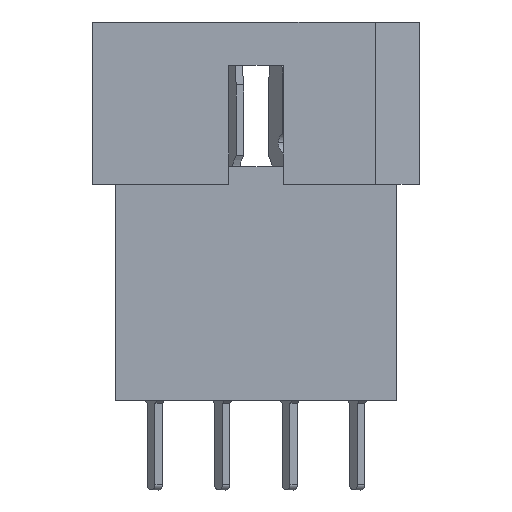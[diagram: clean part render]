
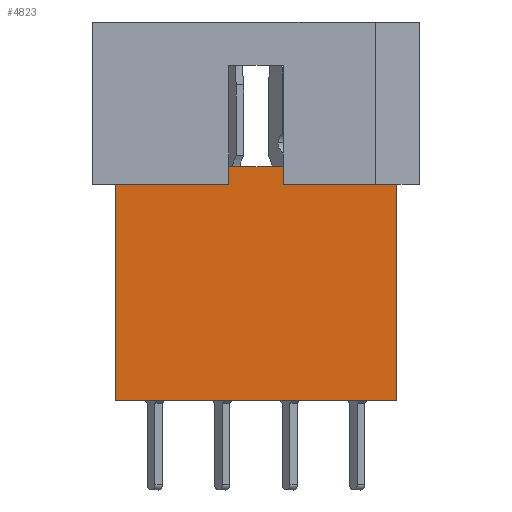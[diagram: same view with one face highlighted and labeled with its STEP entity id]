
A CAD part, top view. The second image highlights one B-rep face of the part: STEP entity #4823.
In plain terms, the highlighted planar face has unit normal (0, 0, 1).
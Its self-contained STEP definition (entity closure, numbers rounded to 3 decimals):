
#55 = VERTEX_POINT ( 'NONE', #2692 ) ;
#171 = ORIENTED_EDGE ( 'NONE', *, *, #4663, .T. ) ;
#300 = DIRECTION ( 'NONE',  ( 0., 1., 0. ) ) ;
#440 = EDGE_CURVE ( 'NONE', #1468, #3556, #662, .T. ) ;
#535 = ORIENTED_EDGE ( 'NONE', *, *, #1323, .T. ) ;
#662 = LINE ( 'NONE', #6458, #1731 ) ;
#1235 = EDGE_CURVE ( 'NONE', #4090, #3556, #2711, .T. ) ;
#1312 = CARTESIAN_POINT ( 'NONE',  ( -2.324, 0., 2.54 ) ) ;
#1323 = EDGE_CURVE ( 'NONE', #4090, #3966, #1996, .T. ) ;
#1424 = EDGE_LOOP ( 'NONE', ( #6378, #6939, #171, #5623, #7213, #6418, #6068, #535 ) ) ;
#1468 = VERTEX_POINT ( 'NONE', #2455 ) ;
#1547 = VECTOR ( 'NONE', #6673, 1000. ) ;
#1731 = VECTOR ( 'NONE', #300, 1000. ) ;
#1920 = CARTESIAN_POINT ( 'NONE',  ( 4.343, 0., 2.54 ) ) ;
#1985 = VERTEX_POINT ( 'NONE', #3605 ) ;
#1996 = LINE ( 'NONE', #2190, #2622 ) ;
#2022 = CARTESIAN_POINT ( 'NONE',  ( -2.324, -12.7, 2.54 ) ) ;
#2129 = CARTESIAN_POINT ( 'NONE',  ( 14.211, -12.7, 2.54 ) ) ;
#2163 = DIRECTION ( 'NONE',  ( 0., -1., 0. ) ) ;
#2177 = CARTESIAN_POINT ( 'NONE',  ( 14.211, -12.7, 2.54 ) ) ;
#2190 = CARTESIAN_POINT ( 'NONE',  ( 4.343, 6.985, 2.54 ) ) ;
#2205 = FACE_OUTER_BOUND ( 'NONE', #1424, .T. ) ;
#2455 = CARTESIAN_POINT ( 'NONE',  ( 7.544, 0., 2.54 ) ) ;
#2622 = VECTOR ( 'NONE', #2163, 1000. ) ;
#2692 = CARTESIAN_POINT ( 'NONE',  ( 14.211, 0., 2.54 ) ) ;
#2711 = LINE ( 'NONE', #3900, #1547 ) ;
#2777 = LINE ( 'NONE', #2129, #4017 ) ;
#3136 = AXIS2_PLACEMENT_3D ( 'NONE', #6869, #6176, #5667 ) ;
#3526 = LINE ( 'NONE', #1312, #4425 ) ;
#3539 = CARTESIAN_POINT ( 'NONE',  ( 7.544, 1.016, 2.54 ) ) ;
#3556 = VERTEX_POINT ( 'NONE', #3539 ) ;
#3605 = CARTESIAN_POINT ( 'NONE',  ( -2.324, 0., 2.54 ) ) ;
#3705 = VERTEX_POINT ( 'NONE', #4909 ) ;
#3709 = VECTOR ( 'NONE', #4726, 1000. ) ;
#3900 = CARTESIAN_POINT ( 'NONE',  ( 0., 1.016, 2.54 ) ) ;
#3966 = VERTEX_POINT ( 'NONE', #1920 ) ;
#4017 = VECTOR ( 'NONE', #7316, 1000. ) ;
#4062 = EDGE_CURVE ( 'NONE', #3705, #1985, #4528, .T. ) ;
#4090 = VERTEX_POINT ( 'NONE', #4456 ) ;
#4137 = DIRECTION ( 'NONE',  ( 1., 0., 0. ) ) ;
#4141 = VECTOR ( 'NONE', #6112, 1000. ) ;
#4148 = LINE ( 'NONE', #6442, #3709 ) ;
#4425 = VECTOR ( 'NONE', #4137, 1000. ) ;
#4456 = CARTESIAN_POINT ( 'NONE',  ( 4.343, 1.016, 2.54 ) ) ;
#4528 = LINE ( 'NONE', #2022, #6047 ) ;
#4607 = EDGE_CURVE ( 'NONE', #1985, #3966, #3526, .T. ) ;
#4663 = EDGE_CURVE ( 'NONE', #3705, #5955, #4148, .T. ) ;
#4726 = DIRECTION ( 'NONE',  ( 1., 0., 0. ) ) ;
#4823 = ADVANCED_FACE ( 'NONE', ( #2205 ), #7343, .T. ) ;
#4887 = DIRECTION ( 'NONE',  ( 0., 1., 0. ) ) ;
#4909 = CARTESIAN_POINT ( 'NONE',  ( -2.324, -12.7, 2.54 ) ) ;
#4972 = CARTESIAN_POINT ( 'NONE',  ( -2.324, 0., 2.54 ) ) ;
#5289 = EDGE_CURVE ( 'NONE', #1468, #55, #7378, .T. ) ;
#5623 = ORIENTED_EDGE ( 'NONE', *, *, #7338, .T. ) ;
#5667 = DIRECTION ( 'NONE',  ( 1., 0., 0. ) ) ;
#5955 = VERTEX_POINT ( 'NONE', #2177 ) ;
#6047 = VECTOR ( 'NONE', #4887, 1000. ) ;
#6068 = ORIENTED_EDGE ( 'NONE', *, *, #1235, .F. ) ;
#6112 = DIRECTION ( 'NONE',  ( 1., 0., 0. ) ) ;
#6176 = DIRECTION ( 'NONE',  ( 0., 0., 1. ) ) ;
#6378 = ORIENTED_EDGE ( 'NONE', *, *, #4607, .F. ) ;
#6418 = ORIENTED_EDGE ( 'NONE', *, *, #440, .T. ) ;
#6442 = CARTESIAN_POINT ( 'NONE',  ( -2.324, -12.7, 2.54 ) ) ;
#6458 = CARTESIAN_POINT ( 'NONE',  ( 7.544, 6.985, 2.54 ) ) ;
#6673 = DIRECTION ( 'NONE',  ( 1., 0., 0. ) ) ;
#6869 = CARTESIAN_POINT ( 'NONE',  ( -2.324, -12.7, 2.54 ) ) ;
#6939 = ORIENTED_EDGE ( 'NONE', *, *, #4062, .F. ) ;
#7213 = ORIENTED_EDGE ( 'NONE', *, *, #5289, .F. ) ;
#7316 = DIRECTION ( 'NONE',  ( 0., 1., 0. ) ) ;
#7338 = EDGE_CURVE ( 'NONE', #5955, #55, #2777, .T. ) ;
#7343 = PLANE ( 'NONE',  #3136 ) ;
#7378 = LINE ( 'NONE', #4972, #4141 ) ;
